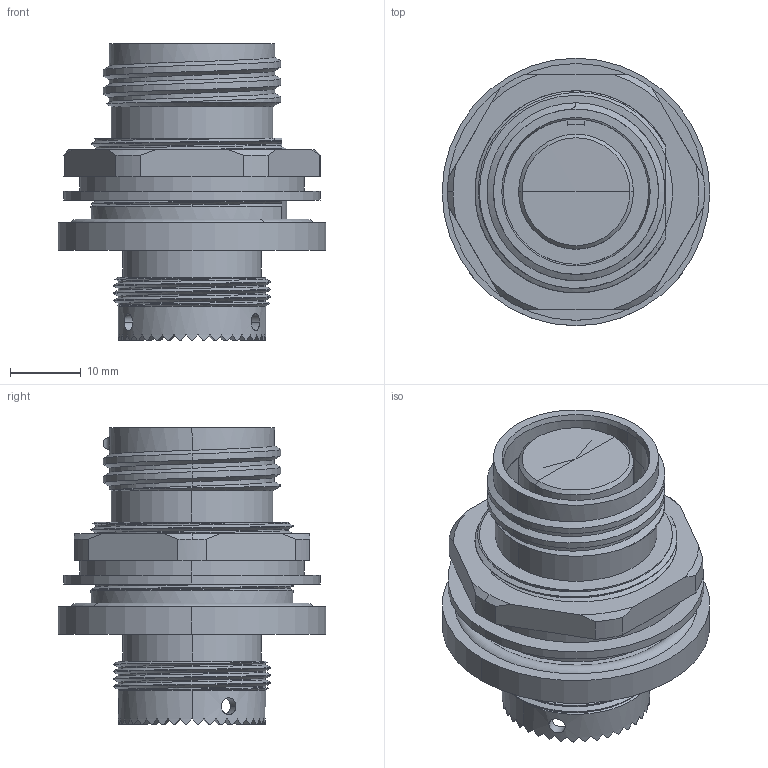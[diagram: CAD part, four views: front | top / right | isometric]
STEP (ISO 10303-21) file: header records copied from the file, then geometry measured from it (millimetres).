
FILE_DESCRIPTION (( 'STEP AP203' ), '1' );
FILE_NAME ('Size 15 Jam.STEP', '2019-03-29T17:56:47', ( '' ), ( '' ), 'SwSTEP 2.0', 'SolidWorks 2019', '' );
FILE_SCHEMA (( 'CONFIG_CONTROL_DESIGN' ));
Length unit declared in the file: inch
Products named in the file (1): Size 15 Jam
Bounding box: 37.85 x 37.85 x 41.91 mm (x, y, z)
Volume: 21255.4 mm3; surface area: 9303.1 mm2
Topology: 1 solids, 1 shells, 295 faces, 833 edges, 551 vertices
Faces by surface type: plane 178, cylinder 71, cone 28, bspline 16, torus 2
Entity records: 16542 total; most frequent: CARTESIAN_POINT 9478, ORIENTED_EDGE 1662, DIRECTION 1317, EDGE_CURVE 831, VERTEX_POINT 551, AXIS2_PLACEMENT_3D 502, EDGE_LOOP 314, VECTOR 313
